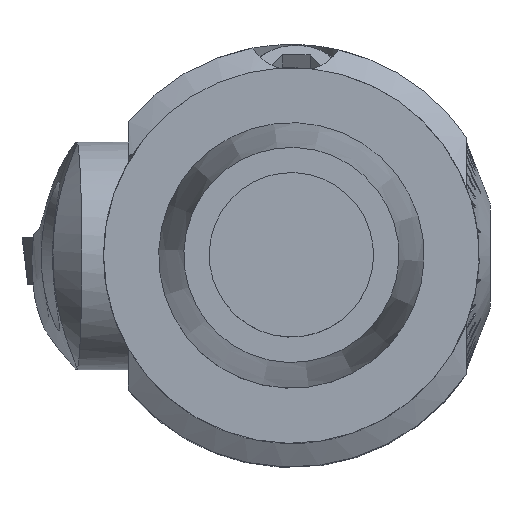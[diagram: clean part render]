
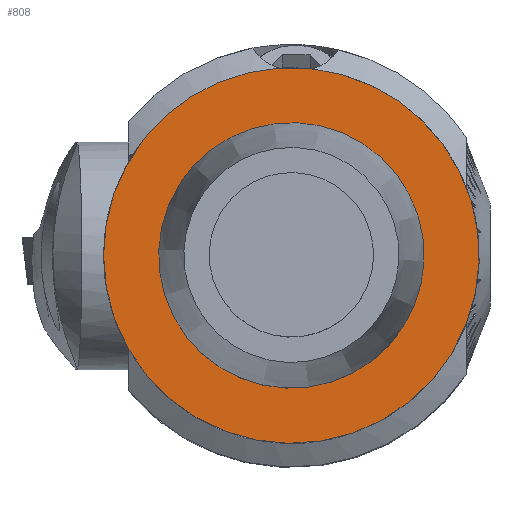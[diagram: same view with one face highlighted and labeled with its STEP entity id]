
A CAD part, top view. The second image highlights one B-rep face of the part: STEP entity #808.
In plain terms, the highlighted planar face has unit normal (0, 0, 1).
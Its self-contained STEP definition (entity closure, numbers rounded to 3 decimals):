
#512=PLANE('',#6904);
#808=ADVANCED_FACE('',(#1200,#1201),#512,.F.);
#1200=FACE_BOUND('',#1286,.T.);
#1201=FACE_BOUND('',#1287,.T.);
#1286=EDGE_LOOP('',(#3176));
#1287=EDGE_LOOP('',(#3177));
#3176=ORIENTED_EDGE('',*,*,#5716,.F.);
#3177=ORIENTED_EDGE('',*,*,#5717,.T.);
#5075=VERTEX_POINT('',#9235);
#5076=VERTEX_POINT('',#9238);
#5716=EDGE_CURVE('',#5075,#5075,#6656,.T.);
#5717=EDGE_CURVE('',#5076,#5076,#6657,.T.);
#6656=CIRCLE('',#6901,8.);
#6657=CIRCLE('',#6903,5.653);
#6901=AXIS2_PLACEMENT_3D('',#9234,#7441,#7442);
#6903=AXIS2_PLACEMENT_3D('',#9237,#7445,#7446);
#6904=AXIS2_PLACEMENT_3D('',#9239,#7447,#7448);
#7441=DIRECTION('',(0.,0.,-1.));
#7442=DIRECTION('',(-1.,0.,0.));
#7445=DIRECTION('',(0.,0.,-1.));
#7446=DIRECTION('',(-0.924,0.383,0.));
#7447=DIRECTION('',(0.,0.,-1.));
#7448=DIRECTION('',(0.924,-0.383,0.));
#9234=CARTESIAN_POINT('',(0.,0.,0.));
#9235=CARTESIAN_POINT('',(-8.,0.,0.));
#9237=CARTESIAN_POINT('',(0.,0.,0.));
#9238=CARTESIAN_POINT('',(-5.221,2.165,0.));
#9239=CARTESIAN_POINT('',(2.165,5.221,0.));
